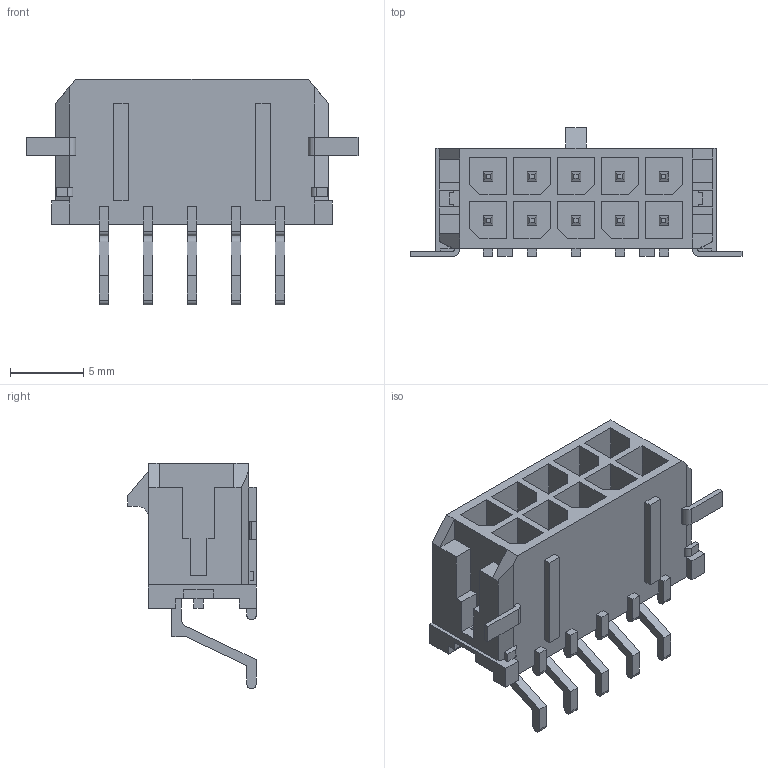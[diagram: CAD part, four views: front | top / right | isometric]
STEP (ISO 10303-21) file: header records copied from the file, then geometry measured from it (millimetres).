
FILE_DESCRIPTION((''),'2;1');
FILE_NAME('430451010','2020-04-16T',('gga'),(''),'PRO/ENGINEER BY PARAMETRIC TECHNOLOGY CORPORATION, 2016010','PRO/ENGINEER BY PARAMETRIC TECHNOLOGY CORPORATION, 2016010','');
FILE_SCHEMA(('CONFIG_CONTROL_DESIGN'));
Length unit declared in the file: millimetre
Products named in the file (1): 430451010
Bounding box: 22.65 x 8.77 x 15.4 mm (x, y, z)
Volume: 779.2 mm3; surface area: 1803.9 mm2
Topology: 1 solids, 6 shells, 475 faces, 1267 edges, 832 vertices
Faces by surface type: plane 453, cylinder 22
Entity records: 14350 total; most frequent: CARTESIAN_POINT 2523, ORIENTED_EDGE 2434, DIRECTION 2263, VECTOR 1223, LINE 1223, EDGE_CURVE 1217, VERTEX_POINT 780, AXIS2_PLACEMENT_3D 520
